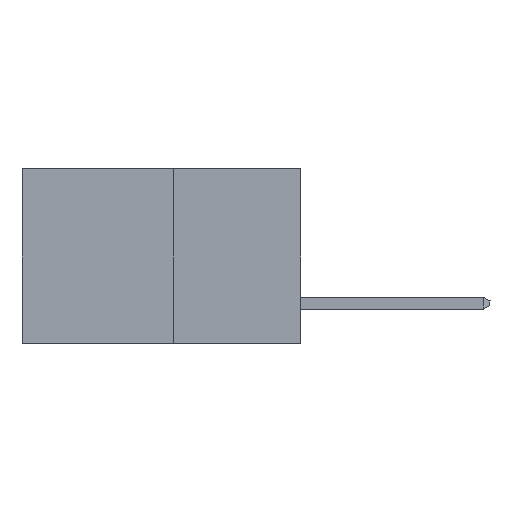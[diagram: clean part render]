
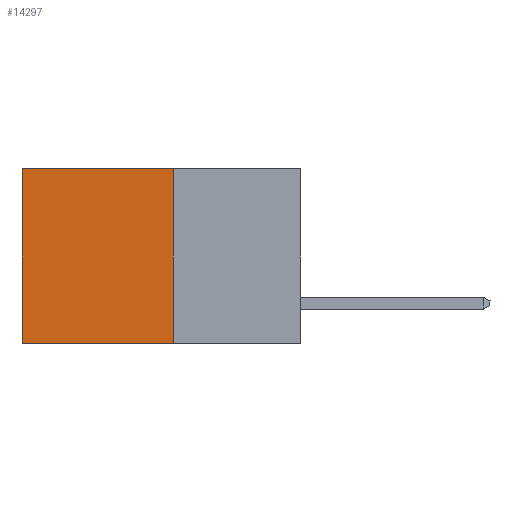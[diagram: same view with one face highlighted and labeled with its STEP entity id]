
A CAD part, left-side view. The second image highlights one B-rep face of the part: STEP entity #14297.
In plain terms, the highlighted planar face has unit normal (-1, 0, 0).
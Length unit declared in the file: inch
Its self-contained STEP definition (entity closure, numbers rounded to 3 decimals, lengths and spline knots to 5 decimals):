
#1980 = ORIENTED_EDGE ( 'NONE', *, *, #17615, .F. ) ;
#2205 = PLANE ( 'NONE',  #25923 ) ;
#2776 = ORIENTED_EDGE ( 'NONE', *, *, #11838, .F. ) ;
#4514 = DIRECTION ( 'NONE',  ( 0., 0., -1. ) ) ;
#5762 = CARTESIAN_POINT ( 'NONE',  ( 0.277, 0.27, -0.37 ) ) ;
#6835 = LINE ( 'NONE', #27952, #12141 ) ;
#7648 = LINE ( 'NONE', #26910, #13630 ) ;
#9105 = ORIENTED_EDGE ( 'NONE', *, *, #12419, .T. ) ;
#11838 = EDGE_CURVE ( 'NONE', #25114, #14030, #23131, .T. ) ;
#12141 = VECTOR ( 'NONE', #21340, 39.37008 ) ;
#12419 = EDGE_CURVE ( 'NONE', #13049, #14030, #7648, .T. ) ;
#13049 = VERTEX_POINT ( 'NONE', #13671 ) ;
#13630 = VECTOR ( 'NONE', #15827, 39.37008 ) ;
#13671 = CARTESIAN_POINT ( 'NONE',  ( 0.277, 0.59, 0. ) ) ;
#14030 = VERTEX_POINT ( 'NONE', #26035 ) ;
#14067 = DIRECTION ( 'NONE',  ( 0., 1., 0. ) ) ;
#14297 = ADVANCED_FACE ( 'NONE', ( #24878 ), #2205, .F. ) ;
#15827 = DIRECTION ( 'NONE',  ( 0., 0., -1. ) ) ;
#16201 = EDGE_LOOP ( 'NONE', ( #9105, #2776, #1980, #22598 ) ) ;
#16769 = CARTESIAN_POINT ( 'NONE',  ( 0.277, 0.27, 0. ) ) ;
#17193 = VECTOR ( 'NONE', #14067, 39.37008 ) ;
#17615 = EDGE_CURVE ( 'NONE', #22846, #25114, #6835, .T. ) ;
#17689 = CARTESIAN_POINT ( 'NONE',  ( 0.277, 0.27, 0. ) ) ;
#18038 = DIRECTION ( 'NONE',  ( 1., 0., 0. ) ) ;
#20186 = CARTESIAN_POINT ( 'NONE',  ( 0.277, 0.27, -0.37 ) ) ;
#20731 = CARTESIAN_POINT ( 'NONE',  ( 0.277, 0.27, -0.37 ) ) ;
#21340 = DIRECTION ( 'NONE',  ( 0., 0., -1. ) ) ;
#22070 = LINE ( 'NONE', #17689, #27984 ) ;
#22598 = ORIENTED_EDGE ( 'NONE', *, *, #28899, .T. ) ;
#22846 = VERTEX_POINT ( 'NONE', #16769 ) ;
#23131 = LINE ( 'NONE', #20731, #17193 ) ;
#24408 = DIRECTION ( 'NONE',  ( 0., 1., 0. ) ) ;
#24878 = FACE_OUTER_BOUND ( 'NONE', #16201, .T. ) ;
#25114 = VERTEX_POINT ( 'NONE', #5762 ) ;
#25923 = AXIS2_PLACEMENT_3D ( 'NONE', #20186, #18038, #4514 ) ;
#26035 = CARTESIAN_POINT ( 'NONE',  ( 0.277, 0.59, -0.37 ) ) ;
#26910 = CARTESIAN_POINT ( 'NONE',  ( 0.277, 0.59, -0.37 ) ) ;
#27952 = CARTESIAN_POINT ( 'NONE',  ( 0.277, 0.27, -0.37 ) ) ;
#27984 = VECTOR ( 'NONE', #24408, 39.37008 ) ;
#28899 = EDGE_CURVE ( 'NONE', #22846, #13049, #22070, .T. ) ;
